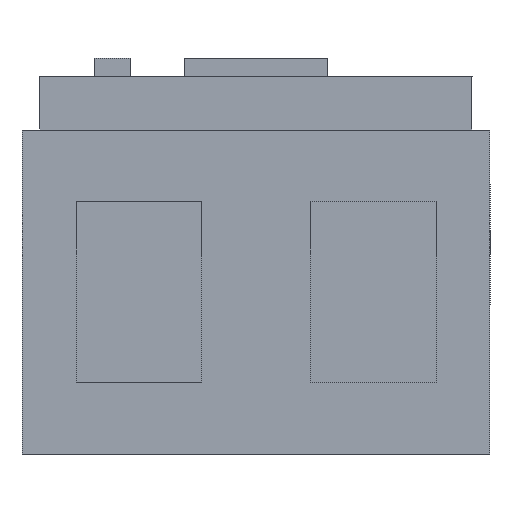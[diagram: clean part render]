
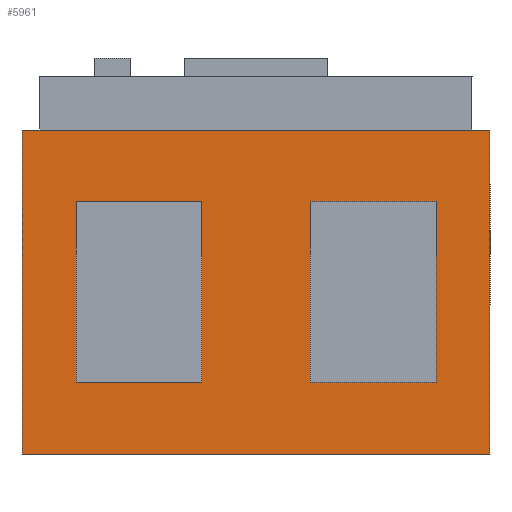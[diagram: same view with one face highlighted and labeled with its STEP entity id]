
A CAD part, front view. The second image highlights one B-rep face of the part: STEP entity #5961.
In plain terms, the highlighted planar face has unit normal (0, -1, 0).
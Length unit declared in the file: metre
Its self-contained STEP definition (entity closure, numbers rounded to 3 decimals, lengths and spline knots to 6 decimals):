
#68 = CARTESIAN_POINT('NONE', (-0.3302, 0.1524, -0));
#69 = VERTEX_POINT('NONE', #68);
#70 = CARTESIAN_POINT('NONE', (0.3302, 0.1524, -0));
#71 = VERTEX_POINT('NONE', #70);
#72 = CARTESIAN_POINT('NONE', (0.3302, 0.1524, 0.4572));
#73 = VERTEX_POINT('NONE', #72);
#74 = CARTESIAN_POINT('NONE', (-0.3302, 0.1524, 0.4572));
#75 = VERTEX_POINT('NONE', #74);
#948 = DIRECTION('NONE', (1, 0., 0));
#949 = VECTOR('NONE', #948, 1);
#950 = CARTESIAN_POINT('NONE', (-0.3302, 0.1524, -0));
#951 = LINE('NONE', #950, #949);
#952 = DIRECTION('NONE', (0, 0, 1));
#953 = VECTOR('NONE', #952, 1);
#954 = CARTESIAN_POINT('NONE', (0.3302, 0.1524, -0));
#955 = LINE('NONE', #954, #953);
#956 = DIRECTION('NONE', (1, 0., 0));
#957 = VECTOR('NONE', #956, 1);
#958 = CARTESIAN_POINT('NONE', (-0.3302, 0.1524, 0.4572));
#959 = LINE('NONE', #958, #957);
#960 = DIRECTION('NONE', (0, 0, 1));
#961 = VECTOR('NONE', #960, 1);
#962 = CARTESIAN_POINT('NONE', (-0.3302, 0.1524, -0));
#963 = LINE('NONE', #962, #961);
#3060 = EDGE_CURVE('NONE', #69, #71, #951, .T.);
#3061 = EDGE_CURVE('NONE', #71, #73, #955, .T.);
#3062 = EDGE_CURVE('NONE', #75, #73, #959, .T.);
#3063 = EDGE_CURVE('NONE', #69, #75, #963, .T.);
#3696 = ORIENTED_EDGE('NONE', *, *, #3060, .T.);
#3697 = ORIENTED_EDGE('NONE', *, *, #3061, .T.);
#3698 = ORIENTED_EDGE('NONE', *, *, #3062, .F.);
#3699 = ORIENTED_EDGE('NONE', *, *, #3063, .F.);
#3700 = EDGE_LOOP('NONE', (#3696, #3697, #3698, #3699));
#5066 = CARTESIAN_POINT('NONE', (0., 0.1524, 0.2286));
#5067 = DIRECTION('NONE', (0, -1, 0));
#5068 = AXIS2_PLACEMENT_3D('NONE', #5066, #5067, $);
#5069 = PLANE('NONE', #5068);
#5960 = FACE_OUTER_BOUND('NONE', #3700, .T.);
#5961 = ADVANCED_FACE('NONE', (#5960), #5069, .T.);
